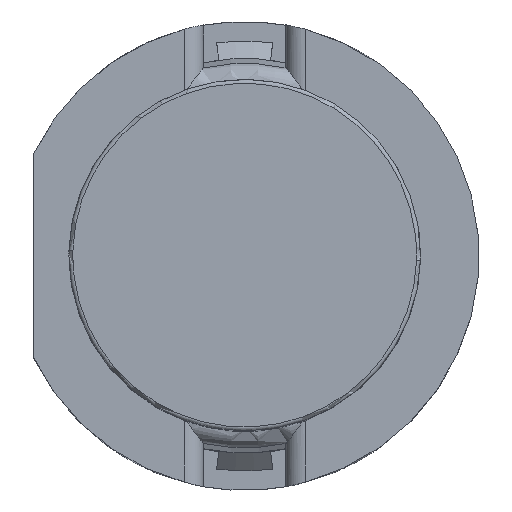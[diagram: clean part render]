
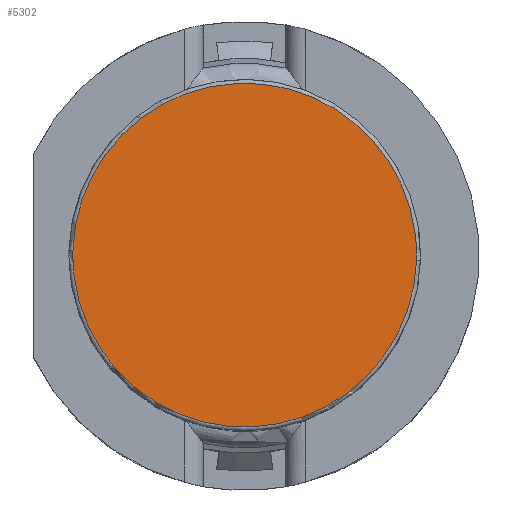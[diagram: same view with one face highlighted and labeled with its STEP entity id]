
A CAD part, top view. The second image highlights one B-rep face of the part: STEP entity #5302.
In plain terms, the highlighted planar face has unit normal (0, 0, 1).
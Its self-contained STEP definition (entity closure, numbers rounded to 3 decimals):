
#5242=CARTESIAN_POINT('',(4.398,-0.13,14.3));
#5243=VERTEX_POINT('',#5242);
#5253=CARTESIAN_POINT('',(-4.398,0.13,14.3));
#5254=VERTEX_POINT('',#5253);
#5262=CARTESIAN_POINT('',(-4.398,0.13,14.3));
#5263=CARTESIAN_POINT('',(-4.357,1.511,14.3));
#5264=CARTESIAN_POINT('',(-3.776,2.879,14.3));
#5265=CARTESIAN_POINT('',(-2.65,3.938,14.3));
#5266=CARTESIAN_POINT('',(0.146,4.939,14.3));
#5267=CARTESIAN_POINT('',(2.878,3.775,14.3));
#5268=CARTESIAN_POINT('',(3.939,2.651,14.3));
#5269=CARTESIAN_POINT('',(4.438,1.251,14.3));
#5270=CARTESIAN_POINT('',(4.398,-0.13,14.3));
#5271=B_SPLINE_CURVE_WITH_KNOTS('',5,(#5262,#5263,#5264,#5265,#5266,#5267,#5268,#5269,#5270),.UNSPECIFIED.,.F.,.U.,
 (6,3,6),(0.0,1.571,3.142),.UNSPECIFIED.);
#5272=EDGE_CURVE('n� 810',#5254,#5243,#5271,.T.);
#5282=CARTESIAN_POINT('',(4.398,-0.13,14.3));
#5283=CARTESIAN_POINT('',(4.357,-1.511,14.3));
#5284=CARTESIAN_POINT('',(3.776,-2.879,14.3));
#5285=CARTESIAN_POINT('',(2.65,-3.938,14.3));
#5286=CARTESIAN_POINT('',(-0.146,-4.939,14.3));
#5287=CARTESIAN_POINT('',(-2.878,-3.775,14.3));
#5288=CARTESIAN_POINT('',(-3.939,-2.651,14.3));
#5289=CARTESIAN_POINT('',(-4.438,-1.251,14.3));
#5290=CARTESIAN_POINT('',(-4.398,0.13,14.3));
#5291=B_SPLINE_CURVE_WITH_KNOTS('',5,(#5282,#5283,#5284,#5285,#5286,#5287,#5288,#5289,#5290),.UNSPECIFIED.,.F.,.U.,
 (6,3,6),(0.0,1.571,3.142),.UNSPECIFIED.);
#5292=EDGE_CURVE('n� 256',#5243,#5254,#5291,.T.);
#5293=ORIENTED_EDGE('',*,*,#5292,.F.);
#5294=ORIENTED_EDGE('',*,*,#5272,.F.);
#5295=EDGE_LOOP('',(#5293,#5294));
#5296=FACE_OUTER_BOUND('',#5295,.T.);
#5297=CARTESIAN_POINT('',(0.0,-0.0,14.3));
#5298=DIRECTION('',(0.0,-0.0,1.0));
#5299=DIRECTION('',(1.0,0.0,0.0));
#5300=AXIS2_PLACEMENT_3D('',#5297,#5298,#5299);
#5301=PLANE('',#5300);
#5302=ADVANCED_FACE('n� 808',(#5296),#5301,.T.);
